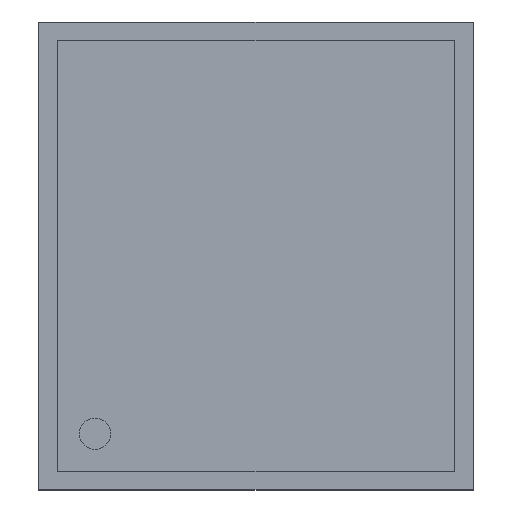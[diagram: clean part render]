
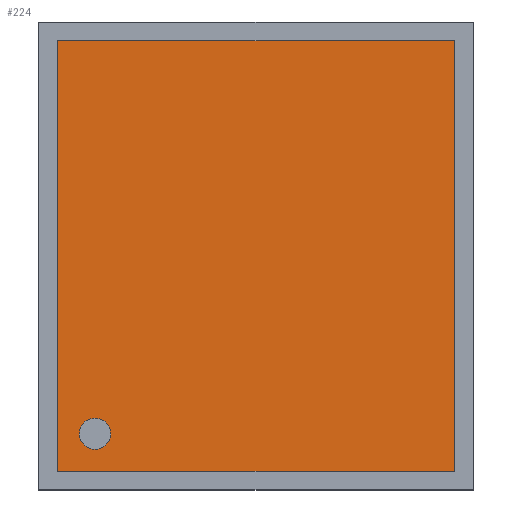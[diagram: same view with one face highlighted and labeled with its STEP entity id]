
A CAD part, top view. The second image highlights one B-rep face of the part: STEP entity #224.
In plain terms, the highlighted planar face has unit normal (0, 0, 1).
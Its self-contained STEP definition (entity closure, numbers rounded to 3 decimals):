
#13=FACE_BOUND('',#48,.T.);
#14=CIRCLE('',#248,0.417);
#33=FACE_OUTER_BOUND('',#47,.T.);
#47=EDGE_LOOP('',(#190,#191,#192,#193));
#48=EDGE_LOOP('',(#194));
#65=LINE('',#357,#90);
#68=LINE('',#363,#93);
#71=LINE('',#369,#96);
#74=LINE('',#373,#99);
#90=VECTOR('',#296,10.);
#93=VECTOR('',#301,10.);
#96=VECTOR('',#306,10.);
#99=VECTOR('',#311,10.);
#108=VERTEX_POINT('',#344);
#112=VERTEX_POINT('',#354);
#113=VERTEX_POINT('',#356);
#115=VERTEX_POINT('',#362);
#117=VERTEX_POINT('',#368);
#130=EDGE_CURVE('',#108,#108,#14,.T.);
#135=EDGE_CURVE('',#113,#112,#65,.T.);
#138=EDGE_CURVE('',#115,#113,#68,.T.);
#141=EDGE_CURVE('',#117,#115,#71,.T.);
#144=EDGE_CURVE('',#112,#117,#74,.T.);
#190=ORIENTED_EDGE('',*,*,#144,.T.);
#191=ORIENTED_EDGE('',*,*,#141,.T.);
#192=ORIENTED_EDGE('',*,*,#138,.T.);
#193=ORIENTED_EDGE('',*,*,#135,.T.);
#194=ORIENTED_EDGE('',*,*,#130,.T.);
#210=PLANE('',#255);
#224=ADVANCED_FACE('',(#33,#13),#210,.T.);
#248=AXIS2_PLACEMENT_3D('',#345,#285,#286);
#255=AXIS2_PLACEMENT_3D('',#374,#312,#313);
#285=DIRECTION('center_axis',(0.,0.,-1.));
#286=DIRECTION('ref_axis',(1.,0.,0.));
#296=DIRECTION('',(0.,-1.,0.));
#301=DIRECTION('',(-1.,0.,0.));
#306=DIRECTION('',(0.,1.,0.));
#311=DIRECTION('',(1.,0.,0.));
#312=DIRECTION('center_axis',(0.,0.,1.));
#313=DIRECTION('ref_axis',(1.,0.,0.));
#344=CARTESIAN_POINT('',(1.083,1.5,2.1));
#345=CARTESIAN_POINT('Origin',(1.5,1.5,2.1));
#354=CARTESIAN_POINT('',(0.5,0.5,2.1));
#356=CARTESIAN_POINT('',(0.5,12.,2.1));
#357=CARTESIAN_POINT('',(0.5,0.5,2.1));
#362=CARTESIAN_POINT('',(11.1,12.,2.1));
#363=CARTESIAN_POINT('',(0.5,12.,2.1));
#368=CARTESIAN_POINT('',(11.1,0.5,2.1));
#369=CARTESIAN_POINT('',(11.1,12.,2.1));
#373=CARTESIAN_POINT('',(11.1,0.5,2.1));
#374=CARTESIAN_POINT('Origin',(5.8,6.25,2.1));
